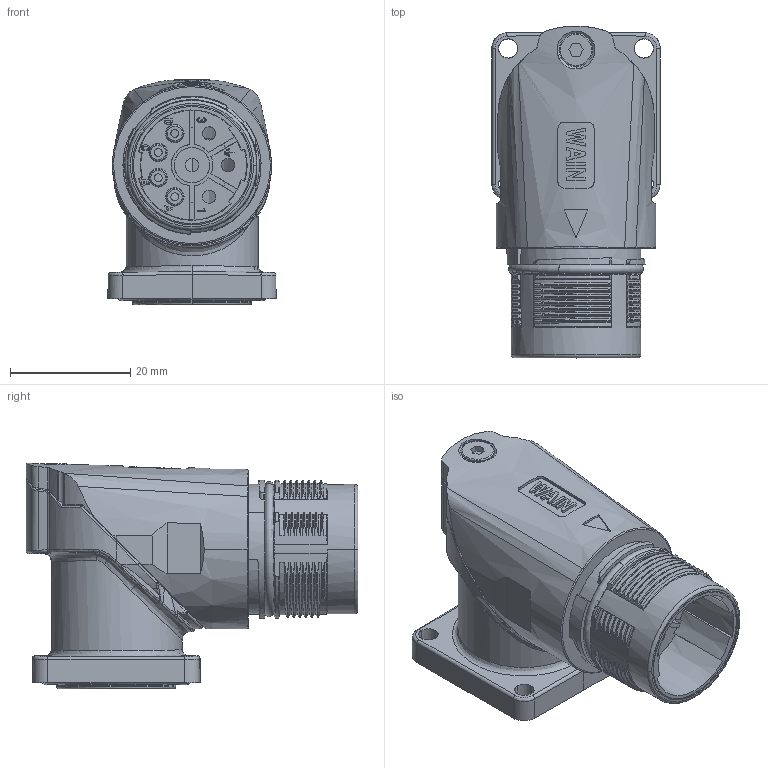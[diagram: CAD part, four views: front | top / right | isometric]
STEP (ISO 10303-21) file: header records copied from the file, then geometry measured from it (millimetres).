
FILE_DESCRIPTION((''),'2;1');
FILE_NAME('M23-MC04_4-BK28-SE_SW0001','2020-12-24T',('zq.xu'),(''),'PRO/ENGINEER BY PARAMETRIC TECHNOLOGY CORPORATION, 2012480','PRO/ENGINEER BY PARAMETRIC TECHNOLOGY CORPORATION, 2012480','');
FILE_SCHEMA(('AUTOMOTIVE_DESIGN { 1 0 10303 214 1 1 1 1 }'));
Products named in the file (1): M23-MC04_4-BK28-SE_SW0001
Bounding box: 28 x 55.25 x 37.54 mm (x, y, z)
Volume: 18220 mm3; surface area: 21881.7 mm2
Topology: 3 solids, 3 shells, 2276 faces, 6220 edges, 3980 vertices
Faces by surface type: plane 674, cylinder 516, bspline 493, cone 351, torus 125, extrusion 67, sphere 48, revolution 2
Entity records: 106415 total; most frequent: CARTESIAN_POINT 54060, ORIENTED_EDGE 12390, DIRECTION 8812, EDGE_CURVE 6195, VERTEX_POINT 3980, AXIS2_PLACEMENT_3D 3279, B_SPLINE_CURVE_WITH_KNOTS 2514, EDGE_LOOP 2385
